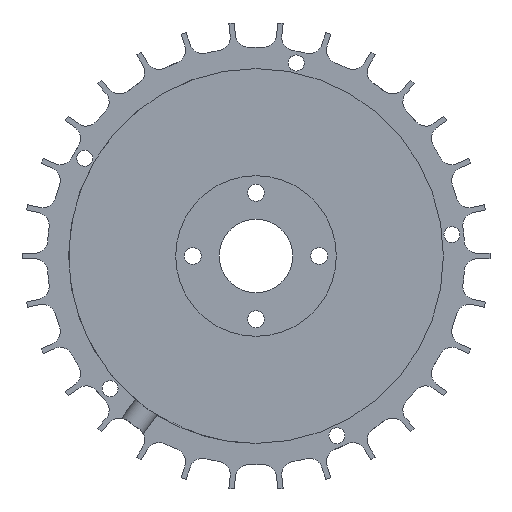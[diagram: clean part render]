
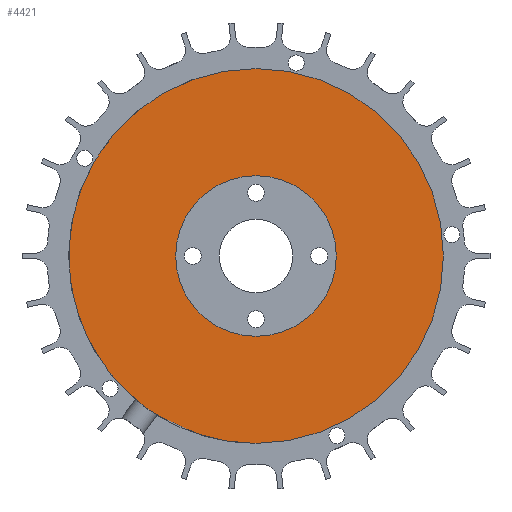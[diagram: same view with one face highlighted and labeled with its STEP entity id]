
A CAD part, front view. The second image highlights one B-rep face of the part: STEP entity #4421.
In plain terms, the highlighted planar face has unit normal (0, -1, 0).
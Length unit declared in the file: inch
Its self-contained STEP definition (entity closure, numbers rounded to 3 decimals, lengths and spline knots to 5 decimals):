
#146 = ORIENTED_EDGE ( 'NONE', *, *, #1050, .T. ) ;
#183 = ORIENTED_EDGE ( 'NONE', *, *, #5560, .F. ) ;
#320 = ORIENTED_EDGE ( 'NONE', *, *, #9107, .F. ) ;
#600 = CARTESIAN_POINT ( 'NONE',  ( 0., 0.10155, 0. ) ) ;
#1029 = DIRECTION ( 'NONE',  ( 0., -1., 0. ) ) ;
#1050 = EDGE_CURVE ( 'NONE', #5292, #4997, #2149, .T. ) ;
#1275 = AXIS2_PLACEMENT_3D ( 'NONE', #2826, #8507, #2126 ) ;
#1339 = DIRECTION ( 'NONE',  ( 0., -1., 0. ) ) ;
#1632 = AXIS2_PLACEMENT_3D ( 'NONE', #6666, #1029, #4434 ) ;
#1695 = DIRECTION ( 'NONE',  ( 0., -1., 0. ) ) ;
#1755 = CARTESIAN_POINT ( 'NONE',  ( 0., 0.10155, -0.75 ) ) ;
#1973 = VERTEX_POINT ( 'NONE', #2128 ) ;
#2023 = EDGE_LOOP ( 'NONE', ( #2133, #5456, #146 ) ) ;
#2036 = CIRCLE ( 'NONE', #2337, 0.75 ) ;
#2126 = DIRECTION ( 'NONE',  ( 0., 0., -1. ) ) ;
#2127 = EDGE_LOOP ( 'NONE', ( #183, #320 ) ) ;
#2128 = CARTESIAN_POINT ( 'NONE',  ( 0., 0.10155, 0.75 ) ) ;
#2133 = ORIENTED_EDGE ( 'NONE', *, *, #4524, .T. ) ;
#2149 = CIRCLE ( 'NONE', #7355, 1.75 ) ;
#2337 = AXIS2_PLACEMENT_3D ( 'NONE', #7411, #7499, #2612 ) ;
#2405 = CARTESIAN_POINT ( 'NONE',  ( 0., 0.10155, 0. ) ) ;
#2584 = CARTESIAN_POINT ( 'NONE',  ( 0., 0.10155, 0. ) ) ;
#2612 = DIRECTION ( 'NONE',  ( 0., 0., -1. ) ) ;
#2614 = CIRCLE ( 'NONE', #1275, 1.75 ) ;
#2826 = CARTESIAN_POINT ( 'NONE',  ( 0., 0.10155, 0. ) ) ;
#3015 = VERTEX_POINT ( 'NONE', #8369 ) ;
#3393 = AXIS2_PLACEMENT_3D ( 'NONE', #2584, #6967, #8313 ) ;
#3440 = DIRECTION ( 'NONE',  ( 0., 0., -1. ) ) ;
#3637 = CARTESIAN_POINT ( 'NONE',  ( -1.02862, 0.10155, -1.41578 ) ) ;
#3647 = PLANE ( 'NONE',  #5804 ) ;
#4130 = FACE_OUTER_BOUND ( 'NONE', #2023, .T. ) ;
#4421 = ADVANCED_FACE ( 'NONE', ( #4130, #6974 ), #3647, .T. ) ;
#4434 = DIRECTION ( 'NONE',  ( 0., 0., -1. ) ) ;
#4524 = EDGE_CURVE ( 'NONE', #4997, #3015, #6691, .T. ) ;
#4997 = VERTEX_POINT ( 'NONE', #3637 ) ;
#5292 = VERTEX_POINT ( 'NONE', #5724 ) ;
#5456 = ORIENTED_EDGE ( 'NONE', *, *, #8528, .T. ) ;
#5560 = EDGE_CURVE ( 'NONE', #1973, #8278, #8291, .T. ) ;
#5724 = CARTESIAN_POINT ( 'NONE',  ( 0., 0.10155, 1.75 ) ) ;
#5804 = AXIS2_PLACEMENT_3D ( 'NONE', #600, #1339, #3440 ) ;
#6666 = CARTESIAN_POINT ( 'NONE',  ( 0., 0.10155, 0. ) ) ;
#6691 = CIRCLE ( 'NONE', #1632, 1.75 ) ;
#6967 = DIRECTION ( 'NONE',  ( 0., -1., 0. ) ) ;
#6974 = FACE_BOUND ( 'NONE', #2127, .T. ) ;
#7355 = AXIS2_PLACEMENT_3D ( 'NONE', #2405, #1695, #7428 ) ;
#7411 = CARTESIAN_POINT ( 'NONE',  ( 0., 0.10155, 0. ) ) ;
#7428 = DIRECTION ( 'NONE',  ( 0., 0., -1. ) ) ;
#7499 = DIRECTION ( 'NONE',  ( 0., -1., 0. ) ) ;
#8278 = VERTEX_POINT ( 'NONE', #1755 ) ;
#8291 = CIRCLE ( 'NONE', #3393, 0.75 ) ;
#8313 = DIRECTION ( 'NONE',  ( 0., 0., -1. ) ) ;
#8369 = CARTESIAN_POINT ( 'NONE',  ( 0., 0.10155, -1.75 ) ) ;
#8507 = DIRECTION ( 'NONE',  ( 0., -1., 0. ) ) ;
#8528 = EDGE_CURVE ( 'NONE', #3015, #5292, #2614, .T. ) ;
#9107 = EDGE_CURVE ( 'NONE', #8278, #1973, #2036, .T. ) ;
